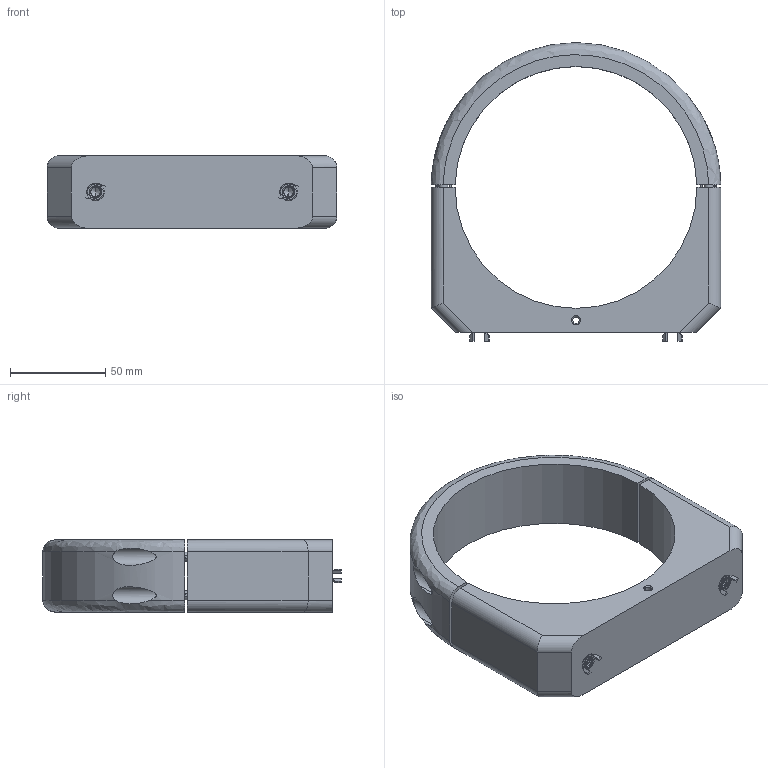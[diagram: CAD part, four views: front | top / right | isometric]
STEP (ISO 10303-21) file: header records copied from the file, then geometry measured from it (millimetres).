
FILE_DESCRIPTION (( 'STEP AP203' ), '1' );
FILE_NAME ('5_INCH_SONAR_CLAMP.STEP', '2014-12-08T16:55:24', ( 'guest2' ), ( '' ), 'SwSTEP 2.0', 'SolidWorks 2011', '' );
FILE_SCHEMA (( 'CONFIG_CONTROL_DESIGN' ));
Length unit declared in the file: inch
Products named in the file (6): 5_INCH_SONAR_CLAMP; 201274-XX_-02; 91731A052^201392-XX_91731A052; 91731A051^201392-XX_91731A051; 200396-02; 201275-XX_-02
Assembly tree (12 placements, depth 2):
  5_INCH_SONAR_CLAMP
    91731A051^201392-XX_91731A051  x4
    201274-XX_-02
    91731A052^201392-XX_91731A052  x2
    200396-02  x4
    201275-XX_-02
Bounding box: 152.4 x 157.16 x 38.1 mm (x, y, z)
Volume: 278493.4 mm3; surface area: 62665.8 mm2
Topology: 12 solids, 24 shells, 844 faces, 2288 edges, 1478 vertices
Faces by surface type: plane 293, cylinder 225, bspline 204, cone 114, torus 8
Entity records: 28382 total; most frequent: CARTESIAN_POINT 20372, ORIENTED_EDGE 1730, DIRECTION 1222, EDGE_CURVE 866, VERTEX_POINT 567, AXIS2_PLACEMENT_3D 408, LINE 406, VECTOR 406
